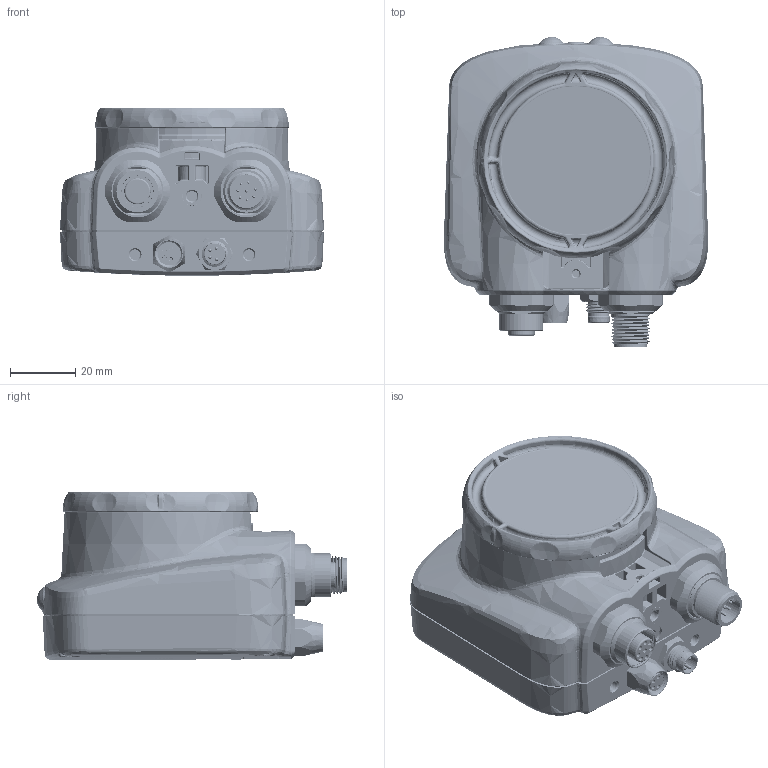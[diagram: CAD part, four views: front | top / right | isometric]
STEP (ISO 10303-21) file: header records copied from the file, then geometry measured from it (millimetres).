
FILE_DESCRIPTION((''),'2;1');
FILE_NAME('154663_SW','2011-03-17T',('banengservice'),('BANNER ENGINEERING'),'PRO/ENGINEER BY PARAMETRIC TECHNOLOGY CORPORATION, 2009141','PRO/ENGINEER BY PARAMETRIC TECHNOLOGY CORPORATION, 2009141','');
FILE_SCHEMA(('CONFIG_CONTROL_DESIGN'));
Products named in the file (1): 154663_SW
Bounding box: 81.17 x 95.25 x 51.45 mm (x, y, z)
Volume: 83315.5 mm3; surface area: 73385.1 mm2
Topology: 4 solids, 5 shells, 3774 faces, 9268 edges, 5586 vertices
Faces by surface type: bspline 1136, cylinder 1091, plane 761, cone 317, torus 290, sphere 151, extrusion 28
Entity records: 222566 total; most frequent: CARTESIAN_POINT 141367, ORIENTED_EDGE 18456, DIRECTION 15136, EDGE_CURVE 9228, AXIS2_PLACEMENT_3D 6300, VERTEX_POINT 5586, EDGE_LOOP 4042, FACE_OUTER_BOUND 3774
